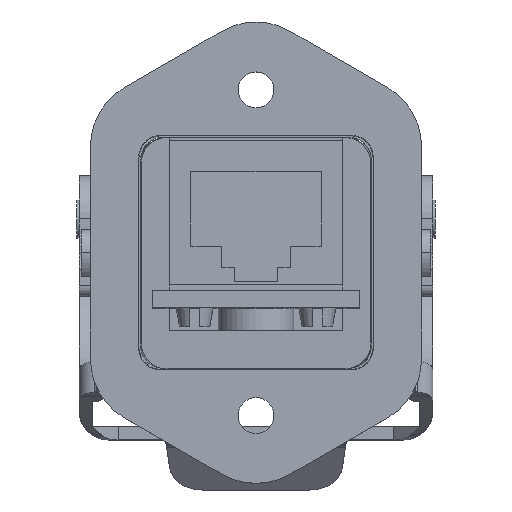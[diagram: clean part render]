
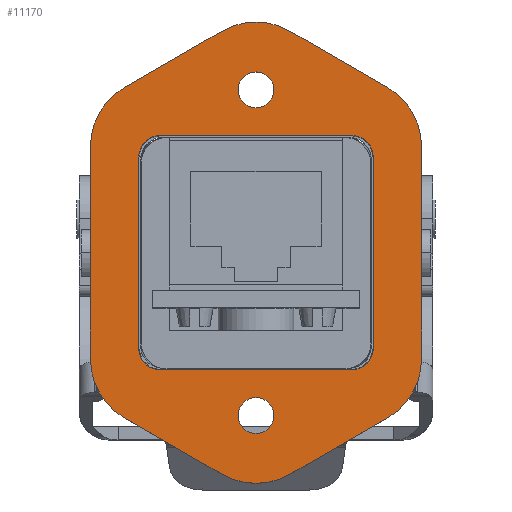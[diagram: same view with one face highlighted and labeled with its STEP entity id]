
A CAD part, top view. The second image highlights one B-rep face of the part: STEP entity #11170.
In plain terms, the highlighted face is planar.
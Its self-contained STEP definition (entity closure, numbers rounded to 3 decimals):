
#8920=CARTESIAN_POINT('',(38.419,41.655,-2.));
#8930=DIRECTION('',(0.,0.,-1.));
#8940=DIRECTION('',(1.,0.,0.));
#8950=AXIS2_PLACEMENT_3D('',#8920,#8930,#8940);
#8960=PLANE('',#8950);
#8970=CARTESIAN_POINT('',(50.723,56.655,-2.));
#8980=DIRECTION('',(-0.,0.,1.));
#8990=DIRECTION('',(1.,0.,0.));
#9000=AXIS2_PLACEMENT_3D('',#8970,#8980,#8990);
#9010=CIRCLE('',#9000,1.65);
#9020=CARTESIAN_POINT('',(52.373,56.655,-2.));
#9030=VERTEX_POINT('',#9020);
#9040=CARTESIAN_POINT('',(49.073,56.655,-2.));
#9050=VERTEX_POINT('',#9040);
#9060=EDGE_CURVE('',#9030,#9050,#9010,.T.);
#9070=ORIENTED_EDGE('',*,*,#9060,.T.);
#9080=EDGE_CURVE('',#9050,#9030,#9010,.T.);
#9090=ORIENTED_EDGE('',*,*,#9080,.T.);
#9100=EDGE_LOOP('',(#9090,#9070));
#9110=FACE_BOUND('',#9100,.T.);
#9120=CARTESIAN_POINT('',(50.723,26.655,-2.));
#9130=DIRECTION('',(-0.,0.,1.));
#9140=DIRECTION('',(1.,0.,0.));
#9150=AXIS2_PLACEMENT_3D('',#9120,#9130,#9140);
#9160=CIRCLE('',#9150,1.65);
#9170=CARTESIAN_POINT('',(52.373,26.655,-2.));
#9180=VERTEX_POINT('',#9170);
#9190=CARTESIAN_POINT('',(49.073,26.655,-2.));
#9200=VERTEX_POINT('',#9190);
#9210=EDGE_CURVE('',#9180,#9200,#9160,.T.);
#9220=ORIENTED_EDGE('',*,*,#9210,.T.);
#9230=EDGE_CURVE('',#9200,#9180,#9160,.T.);
#9240=ORIENTED_EDGE('',*,*,#9230,.T.);
#9250=EDGE_LOOP('',(#9240,#9220));
#9260=FACE_BOUND('',#9250,.T.);
#9270=CARTESIAN_POINT('',(61.523,0.,-2.));
#9280=DIRECTION('',(0.,1.,0.));
#9290=VECTOR('',#9280,1.);
#9300=LINE('',#9270,#9290);
#9310=CARTESIAN_POINT('',(61.523,32.855,-2.));
#9320=VERTEX_POINT('',#9310);
#9330=CARTESIAN_POINT('',(61.523,50.456,-2.));
#9340=VERTEX_POINT('',#9330);
#9350=EDGE_CURVE('',#9320,#9340,#9300,.T.);
#9360=ORIENTED_EDGE('',*,*,#9350,.T.);
#9370=CARTESIAN_POINT('',(59.523,30.855,-2.));
#9380=CARTESIAN_POINT('',(59.875,30.855,-2.));
#9390=CARTESIAN_POINT('',(60.219,30.948,-2.));
#9400=CARTESIAN_POINT('',(60.827,31.299,-2.));
#9410=CARTESIAN_POINT('',(61.08,31.551,-2.));
#9420=CARTESIAN_POINT('',(61.431,32.159,-2.));
#9430=CARTESIAN_POINT('',(61.523,32.504,-2.));
#9440=CARTESIAN_POINT('',(61.523,32.855,-2.));
#9450=B_SPLINE_CURVE_WITH_KNOTS('',3,(#9370,#9380,#9390,#9400,#9410,
#9420,#9430,#9440),.UNSPECIFIED.,.F.,.F.,(4,2,2,4),(0.,1.,2.,3.),
.UNSPECIFIED.);
#9460=CARTESIAN_POINT('',(59.523,30.855,-2.));
#9470=VERTEX_POINT('',#9460);
#9480=EDGE_CURVE('',#9470,#9320,#9450,.T.);
#9490=ORIENTED_EDGE('',*,*,#9480,.T.);
#9500=CARTESIAN_POINT('',(0.,30.855,-2.));
#9510=DIRECTION('',(1.,0.,0.));
#9520=VECTOR('',#9510,1.);
#9530=LINE('',#9500,#9520);
#9540=CARTESIAN_POINT('',(41.923,30.855,-2.));
#9550=VERTEX_POINT('',#9540);
#9560=EDGE_CURVE('',#9550,#9470,#9530,.T.);
#9570=ORIENTED_EDGE('',*,*,#9560,.T.);
#9580=CARTESIAN_POINT('',(39.923,32.855,-2.));
#9590=CARTESIAN_POINT('',(39.923,32.504,-2.));
#9600=CARTESIAN_POINT('',(40.016,32.159,-2.));
#9610=CARTESIAN_POINT('',(40.367,31.551,-2.));
#9620=CARTESIAN_POINT('',(40.619,31.299,-2.));
#9630=CARTESIAN_POINT('',(41.227,30.948,-2.));
#9640=CARTESIAN_POINT('',(41.572,30.855,-2.));
#9650=CARTESIAN_POINT('',(41.923,30.855,-2.));
#9660=B_SPLINE_CURVE_WITH_KNOTS('',3,(#9580,#9590,#9600,#9610,#9620,
#9630,#9640,#9650),.UNSPECIFIED.,.F.,.F.,(4,2,2,4),(0.,1.,2.,3.),
.UNSPECIFIED.);
#9670=CARTESIAN_POINT('',(39.923,32.855,-2.));
#9680=VERTEX_POINT('',#9670);
#9690=EDGE_CURVE('',#9680,#9550,#9660,.T.);
#9700=ORIENTED_EDGE('',*,*,#9690,.T.);
#9710=CARTESIAN_POINT('',(39.923,0.,-2.));
#9720=DIRECTION('',(0.,-1.,-0.));
#9730=VECTOR('',#9720,1.);
#9740=LINE('',#9710,#9730);
#9750=CARTESIAN_POINT('',(39.923,50.456,-2.));
#9760=VERTEX_POINT('',#9750);
#9770=EDGE_CURVE('',#9760,#9680,#9740,.T.);
#9780=ORIENTED_EDGE('',*,*,#9770,.T.);
#9790=CARTESIAN_POINT('',(41.923,52.455,-2.));
#9800=CARTESIAN_POINT('',(41.572,52.455,-2.));
#9810=CARTESIAN_POINT('',(41.227,52.363,-2.));
#9820=CARTESIAN_POINT('',(40.619,52.012,-2.));
#9830=CARTESIAN_POINT('',(40.367,51.76,-2.));
#9840=CARTESIAN_POINT('',(40.016,51.151,-2.));
#9850=CARTESIAN_POINT('',(39.923,50.807,-2.));
#9860=CARTESIAN_POINT('',(39.923,50.456,-2.));
#9870=B_SPLINE_CURVE_WITH_KNOTS('',3,(#9790,#9800,#9810,#9820,#9830,
#9840,#9850,#9860),.UNSPECIFIED.,.F.,.F.,(4,2,2,4),(0.,1.,2.,3.),
.UNSPECIFIED.);
#9880=CARTESIAN_POINT('',(41.923,52.455,-2.));
#9890=VERTEX_POINT('',#9880);
#9900=EDGE_CURVE('',#9890,#9760,#9870,.T.);
#9910=ORIENTED_EDGE('',*,*,#9900,.T.);
#9920=CARTESIAN_POINT('',(0.,52.455,-2.));
#9930=DIRECTION('',(-1.,0.,-0.));
#9940=VECTOR('',#9930,1.);
#9950=LINE('',#9920,#9940);
#9960=CARTESIAN_POINT('',(59.523,52.455,-2.));
#9970=VERTEX_POINT('',#9960);
#9980=EDGE_CURVE('',#9970,#9890,#9950,.T.);
#9990=ORIENTED_EDGE('',*,*,#9980,.T.);
#10000=CARTESIAN_POINT('',(61.523,50.456,-2.));
#10010=CARTESIAN_POINT('',(61.523,50.807,-2.));
#10020=CARTESIAN_POINT('',(61.431,51.151,-2.));
#10030=CARTESIAN_POINT('',(61.08,51.76,-2.));
#10040=CARTESIAN_POINT('',(60.827,52.012,-2.));
#10050=CARTESIAN_POINT('',(60.219,52.363,-2.));
#10060=CARTESIAN_POINT('',(59.875,52.455,-2.));
#10070=CARTESIAN_POINT('',(59.523,52.455,-2.));
#10080=B_SPLINE_CURVE_WITH_KNOTS('',3,(#10000,#10010,#10020,#10030,
#10040,#10050,#10060,#10070),.UNSPECIFIED.,.F.,.F.,(4,2,2,4),(0.,1.,2.,
3.),.UNSPECIFIED.);
#10090=EDGE_CURVE('',#9340,#9970,#10080,.T.);
#10100=ORIENTED_EDGE('',*,*,#10090,.T.);
#10110=EDGE_LOOP('',(#10100,#9990,#9910,#9780,#9700,#9570,#9490,#9360));
#10120=FACE_BOUND('',#10110,.T.);
#10130=CARTESIAN_POINT('',(35.473,0.,-2.));
#10140=DIRECTION('',(0.,-1.,0.));
#10150=VECTOR('',#10140,1.);
#10160=LINE('',#10130,#10150);
#10170=CARTESIAN_POINT('',(35.473,51.459,-2.));
#10180=VERTEX_POINT('',#10170);
#10190=CARTESIAN_POINT('',(35.473,31.852,-2.));
#10200=VERTEX_POINT('',#10190);
#10210=EDGE_CURVE('',#10180,#10200,#10160,.T.);
#10220=ORIENTED_EDGE('',*,*,#10210,.F.);
#10230=CARTESIAN_POINT('',(41.723,31.852,-2.));
#10240=DIRECTION('',(-0.,0.,1.));
#10250=DIRECTION('',(1.,0.,0.));
#10260=AXIS2_PLACEMENT_3D('',#10230,#10240,#10250);
#10270=CIRCLE('',#10260,6.25);
#10280=CARTESIAN_POINT('',(38.598,26.439,-2.));
#10290=VERTEX_POINT('',#10280);
#10300=EDGE_CURVE('',#10200,#10290,#10270,.T.);
#10310=ORIENTED_EDGE('',*,*,#10300,.F.);
#10320=CARTESIAN_POINT('',(-0.625,49.085,-2.));
#10330=DIRECTION('',(0.866,-0.5,0.));
#10340=VECTOR('',#10330,1.);
#10350=LINE('',#10320,#10340);
#10360=CARTESIAN_POINT('',(47.598,21.243,-2.));
#10370=VERTEX_POINT('',#10360);
#10380=EDGE_CURVE('',#10290,#10370,#10350,.T.);
#10390=ORIENTED_EDGE('',*,*,#10380,.F.);
#10400=CARTESIAN_POINT('',(50.723,26.655,-2.));
#10410=DIRECTION('',(-0.,0.,1.));
#10420=DIRECTION('',(1.,0.,0.));
#10430=AXIS2_PLACEMENT_3D('',#10400,#10410,#10420);
#10440=CIRCLE('',#10430,6.25);
#10450=CARTESIAN_POINT('',(53.848,21.243,-2.));
#10460=VERTEX_POINT('',#10450);
#10470=EDGE_CURVE('',#10370,#10460,#10440,.T.);
#10480=ORIENTED_EDGE('',*,*,#10470,.F.);
#10490=CARTESIAN_POINT('',(0.625,-9.486,-2.));
#10500=DIRECTION('',(0.866,0.5,0.));
#10510=VECTOR('',#10500,1.);
#10520=LINE('',#10490,#10510);
#10530=CARTESIAN_POINT('',(62.848,26.439,-2.));
#10540=VERTEX_POINT('',#10530);
#10550=EDGE_CURVE('',#10460,#10540,#10520,.T.);
#10560=ORIENTED_EDGE('',*,*,#10550,.F.);
#10570=CARTESIAN_POINT('',(59.723,31.852,-2.));
#10580=DIRECTION('',(-0.,0.,1.));
#10590=DIRECTION('',(1.,0.,0.));
#10600=AXIS2_PLACEMENT_3D('',#10570,#10580,#10590);
#10610=CIRCLE('',#10600,6.25);
#10620=CARTESIAN_POINT('',(65.973,31.852,-2.));
#10630=VERTEX_POINT('',#10620);
#10640=EDGE_CURVE('',#10540,#10630,#10610,.T.);
#10650=ORIENTED_EDGE('',*,*,#10640,.F.);
#10660=CARTESIAN_POINT('',(65.973,0.,-2.));
#10670=DIRECTION('',(0.,1.,0.));
#10680=VECTOR('',#10670,1.);
#10690=LINE('',#10660,#10680);
#10700=CARTESIAN_POINT('',(65.973,51.459,-2.));
#10710=VERTEX_POINT('',#10700);
#10720=EDGE_CURVE('',#10630,#10710,#10690,.T.);
#10730=ORIENTED_EDGE('',*,*,#10720,.F.);
#10740=CARTESIAN_POINT('',(59.723,51.459,-2.));
#10750=DIRECTION('',(-0.,0.,1.));
#10760=DIRECTION('',(1.,0.,0.));
#10770=AXIS2_PLACEMENT_3D('',#10740,#10750,#10760);
#10780=CIRCLE('',#10770,6.25);
#10790=CARTESIAN_POINT('',(62.848,56.872,-2.));
#10800=VERTEX_POINT('',#10790);
#10810=EDGE_CURVE('',#10710,#10800,#10780,.T.);
#10820=ORIENTED_EDGE('',*,*,#10810,.F.);
#10830=CARTESIAN_POINT('',(0.625,92.797,-2.));
#10840=DIRECTION('',(-0.866,0.5,0.));
#10850=VECTOR('',#10840,1.);
#10860=LINE('',#10830,#10850);
#10870=CARTESIAN_POINT('',(53.848,62.068,-2.));
#10880=VERTEX_POINT('',#10870);
#10890=EDGE_CURVE('',#10800,#10880,#10860,.T.);
#10900=ORIENTED_EDGE('',*,*,#10890,.F.);
#10910=CARTESIAN_POINT('',(50.723,56.655,-2.));
#10920=DIRECTION('',(-0.,0.,1.));
#10930=DIRECTION('',(1.,0.,0.));
#10940=AXIS2_PLACEMENT_3D('',#10910,#10920,#10930);
#10950=CIRCLE('',#10940,6.25);
#10960=CARTESIAN_POINT('',(47.598,62.068,-2.));
#10970=VERTEX_POINT('',#10960);
#10980=EDGE_CURVE('',#10880,#10970,#10950,.T.);
#10990=ORIENTED_EDGE('',*,*,#10980,.F.);
#11000=CARTESIAN_POINT('',(-0.625,34.226,-2.));
#11010=DIRECTION('',(-0.866,-0.5,0.));
#11020=VECTOR('',#11010,1.);
#11030=LINE('',#11000,#11020);
#11040=CARTESIAN_POINT('',(38.598,56.872,-2.));
#11050=VERTEX_POINT('',#11040);
#11060=EDGE_CURVE('',#10970,#11050,#11030,.T.);
#11070=ORIENTED_EDGE('',*,*,#11060,.F.);
#11080=CARTESIAN_POINT('',(41.723,51.459,-2.));
#11090=DIRECTION('',(-0.,0.,1.));
#11100=DIRECTION('',(1.,0.,0.));
#11110=AXIS2_PLACEMENT_3D('',#11080,#11090,#11100);
#11120=CIRCLE('',#11110,6.25);
#11130=EDGE_CURVE('',#11050,#10180,#11120,.T.);
#11140=ORIENTED_EDGE('',*,*,#11130,.F.);
#11150=EDGE_LOOP('',(#11140,#11070,#10990,#10900,#10820,#10730,#10650,
#10560,#10480,#10390,#10310,#10220));
#11160=FACE_OUTER_BOUND('',#11150,.T.);
#11170=ADVANCED_FACE('',(#9110,#9260,#10120,#11160),#8960,.T.);
